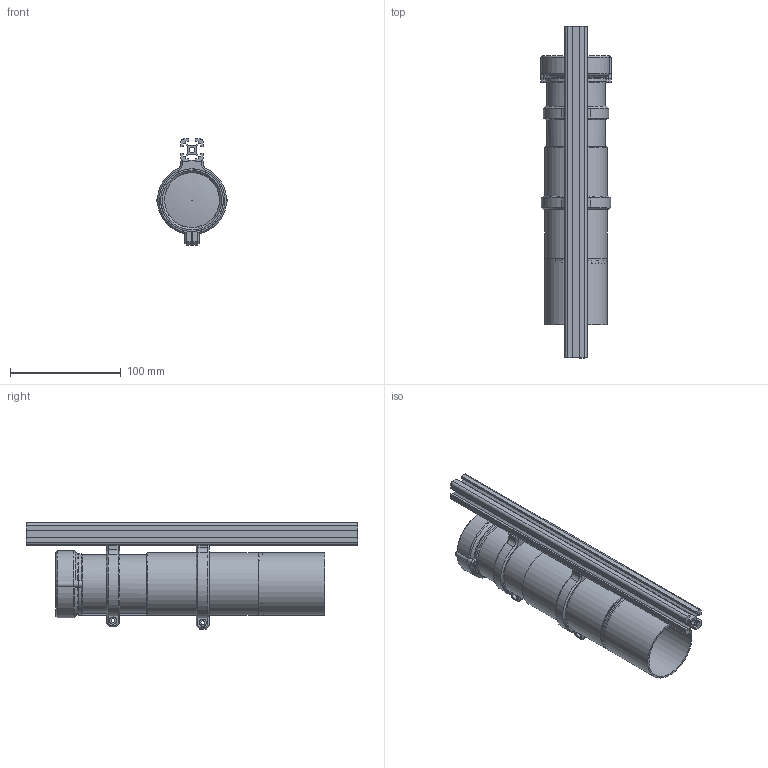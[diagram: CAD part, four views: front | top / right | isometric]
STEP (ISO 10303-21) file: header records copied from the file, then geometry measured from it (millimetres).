
FILE_DESCRIPTION(/* description */ (''),/* implementation_level */ '2;1');
FILE_NAME(/* name */ 'oat_guide_scope.step',/* time_stamp */ '2020-08-03T00:10:59+02:00',/* author */ (''),/* organization */ (''),/* preprocessor_version */ 'ST-DEVELOPER v18.1',/* originating_system */ 'Autodesk Translation Framework v9.3.0.1241',/* authorisation */ '');
FILE_SCHEMA (('AUTOMOTIVE_DESIGN { 1 0 10303 214 3 1 1 }'));
Length unit declared in the file: millimetre
Products named in the file (11): oat_guide_scope; front; mid; camera_mount; camera_lid v1; lens; lens_hood; front_holder; mid_holder; ar0130; 20x20 aluminum profile (140mm) v1
Assembly tree (10 placements, depth 2):
  oat_guide_scope
    front
    mid
    camera_mount
    camera_lid v1
    lens
    lens_hood
    front_holder
    mid_holder
    ar0130
    20x20 aluminum profile (140mm) v1
Bounding box: 63.86 x 300 x 95.8 mm (x, y, z)
Volume: 176337 mm3; surface area: 189739 mm2
Topology: 10 solids, 10 shells, 528 faces, 1383 edges, 896 vertices
Faces by surface type: plane 251, cylinder 221, cone 40, bspline 11, torus 5
Full cylindrical faces by diameter (mm): 2 x2, 2.35 x8, 2.5 x4, 2.9 x1, 2.95 x1, 3.4 x8, 4.3 x2, 4.35 x4, 5 x1, 6.5 x2, 8 x2, 46.6 x1, 48 x1, 49.526 x1, 49.6 x1, 50 x1, 50.157 x19, 50.5 x1, 50.726 x19, 51.5 x2, 51.85 x19, 52.214 x19, 53.157 x2, 53.5 x2, 53.526 x4, 54.85 x2, 55.414 x3, 56.5 x2
Entity records: 30777 total; most frequent: CARTESIAN_POINT 17546, ORIENTED_EDGE 2762, DIRECTION 2525, EDGE_CURVE 1381, VERTEX_POINT 896, AXIS2_PLACEMENT_3D 862, LINE 801, VECTOR 801
